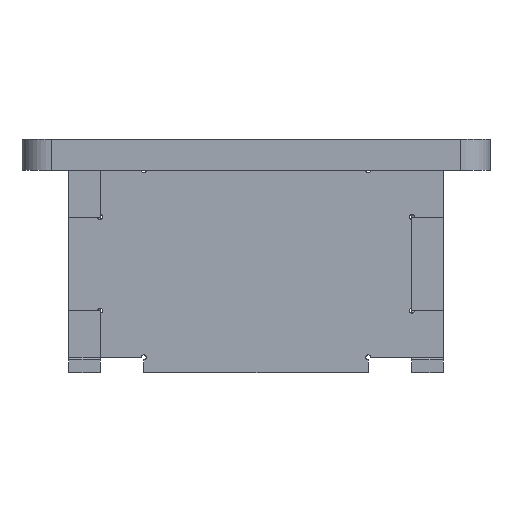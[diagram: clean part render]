
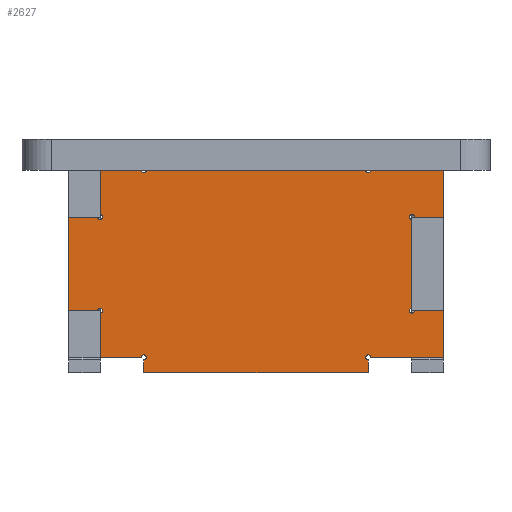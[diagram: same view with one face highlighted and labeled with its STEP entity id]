
A CAD part, left-side view. The second image highlights one B-rep face of the part: STEP entity #2627.
In plain terms, the highlighted face is planar.
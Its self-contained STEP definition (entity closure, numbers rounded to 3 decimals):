
#1748 = VERTEX_POINT('',#1749);
#1749 = CARTESIAN_POINT('',(16.129,14.288,0.));
#1766 = VERTEX_POINT('',#1767);
#1767 = CARTESIAN_POINT('',(19.05,14.288,0.));
#1773 = EDGE_CURVE('',#1748,#1766,#1774,.T.);
#1774 = LINE('',#1775,#1776);
#1775 = CARTESIAN_POINT('',(16.129,14.288,0.));
#1776 = VECTOR('',#1777,1.);
#1777 = DIRECTION('',(1.,0.,0.));
#1797 = VERTEX_POINT('',#1798);
#1798 = CARTESIAN_POINT('',(19.05,19.05,0.));
#1804 = EDGE_CURVE('',#1766,#1797,#1805,.T.);
#1805 = LINE('',#1806,#1807);
#1806 = CARTESIAN_POINT('',(19.05,14.288,0.));
#1807 = VECTOR('',#1808,1.);
#1808 = DIRECTION('',(0.,1.,0.));
#1828 = VERTEX_POINT('',#1829);
#1829 = CARTESIAN_POINT('',(11.684,19.05,0.));
#1835 = EDGE_CURVE('',#1797,#1828,#1836,.T.);
#1836 = LINE('',#1837,#1838);
#1837 = CARTESIAN_POINT('',(19.05,19.05,0.));
#1838 = VECTOR('',#1839,1.);
#1839 = DIRECTION('',(-1.,0.,0.));
#1850 = VERTEX_POINT('',#1851);
#1851 = CARTESIAN_POINT('',(11.43,19.304,0.));
#1867 = EDGE_CURVE('',#1850,#1828,#1868,.T.);
#1868 = CIRCLE('',#1869,0.254);
#1869 = AXIS2_PLACEMENT_3D('',#1870,#1871,#1872);
#1870 = CARTESIAN_POINT('',(11.43,19.05,0.));
#1871 = DIRECTION('',(-0.,0.,1.));
#1872 = DIRECTION('',(1.,0.,0.));
#1883 = VERTEX_POINT('',#1884);
#1884 = CARTESIAN_POINT('',(11.43,22.225,0.));
#1899 = EDGE_CURVE('',#1883,#1850,#1900,.T.);
#1900 = LINE('',#1901,#1902);
#1901 = CARTESIAN_POINT('',(11.43,22.225,0.));
#1902 = VECTOR('',#1903,1.);
#1903 = DIRECTION('',(0.,-1.,0.));
#1914 = VERTEX_POINT('',#1915);
#1915 = CARTESIAN_POINT('',(-11.43,22.225,0.));
#1930 = EDGE_CURVE('',#1914,#1883,#1931,.T.);
#1931 = LINE('',#1932,#1933);
#1932 = CARTESIAN_POINT('',(-11.43,22.225,0.));
#1933 = VECTOR('',#1934,1.);
#1934 = DIRECTION('',(1.,0.,0.));
#1945 = VERTEX_POINT('',#1946);
#1946 = CARTESIAN_POINT('',(-11.43,19.304,0.));
#1961 = EDGE_CURVE('',#1945,#1914,#1962,.T.);
#1962 = LINE('',#1963,#1964);
#1963 = CARTESIAN_POINT('',(-11.43,19.304,0.));
#1964 = VECTOR('',#1965,1.);
#1965 = DIRECTION('',(0.,1.,0.));
#1976 = VERTEX_POINT('',#1977);
#1977 = CARTESIAN_POINT('',(-11.684,19.05,0.));
#1993 = EDGE_CURVE('',#1976,#1945,#1994,.T.);
#1994 = CIRCLE('',#1995,0.254);
#1995 = AXIS2_PLACEMENT_3D('',#1996,#1997,#1998);
#1996 = CARTESIAN_POINT('',(-11.43,19.05,0.));
#1997 = DIRECTION('',(-0.,0.,1.));
#1998 = DIRECTION('',(1.,0.,0.));
#2009 = VERTEX_POINT('',#2010);
#2010 = CARTESIAN_POINT('',(-15.875,19.05,0.));
#2025 = EDGE_CURVE('',#2009,#1976,#2026,.T.);
#2026 = LINE('',#2027,#2028);
#2027 = CARTESIAN_POINT('',(-15.875,19.05,0.));
#2028 = VECTOR('',#2029,1.);
#2029 = DIRECTION('',(1.,0.,0.));
#2049 = VERTEX_POINT('',#2050);
#2050 = CARTESIAN_POINT('',(-15.875,14.542,0.));
#2056 = EDGE_CURVE('',#2009,#2049,#2057,.T.);
#2057 = LINE('',#2058,#2059);
#2058 = CARTESIAN_POINT('',(-15.875,19.05,0.));
#2059 = VECTOR('',#2060,1.);
#2060 = DIRECTION('',(0.,-1.,0.));
#2071 = VERTEX_POINT('',#2072);
#2072 = CARTESIAN_POINT('',(-16.129,14.288,0.));
#2088 = EDGE_CURVE('',#2071,#2049,#2089,.T.);
#2089 = CIRCLE('',#2090,0.254);
#2090 = AXIS2_PLACEMENT_3D('',#2091,#2092,#2093);
#2091 = CARTESIAN_POINT('',(-15.875,14.288,0.));
#2092 = DIRECTION('',(-0.,0.,1.));
#2093 = DIRECTION('',(1.,0.,0.));
#2113 = VERTEX_POINT('',#2114);
#2114 = CARTESIAN_POINT('',(-19.05,14.288,0.));
#2120 = EDGE_CURVE('',#2071,#2113,#2121,.T.);
#2121 = LINE('',#2122,#2123);
#2122 = CARTESIAN_POINT('',(-16.129,14.288,0.));
#2123 = VECTOR('',#2124,1.);
#2124 = DIRECTION('',(-1.,0.,0.));
#2144 = VERTEX_POINT('',#2145);
#2145 = CARTESIAN_POINT('',(-19.05,4.763,0.));
#2151 = EDGE_CURVE('',#2113,#2144,#2152,.T.);
#2152 = LINE('',#2153,#2154);
#2153 = CARTESIAN_POINT('',(-19.05,14.288,0.));
#2154 = VECTOR('',#2155,1.);
#2155 = DIRECTION('',(0.,-1.,0.));
#2175 = VERTEX_POINT('',#2176);
#2176 = CARTESIAN_POINT('',(-16.129,4.763,0.));
#2182 = EDGE_CURVE('',#2144,#2175,#2183,.T.);
#2183 = LINE('',#2184,#2185);
#2184 = CARTESIAN_POINT('',(-19.05,4.763,0.));
#2185 = VECTOR('',#2186,1.);
#2186 = DIRECTION('',(1.,0.,0.));
#2197 = VERTEX_POINT('',#2198);
#2198 = CARTESIAN_POINT('',(-15.875,4.509,0.));
#2214 = EDGE_CURVE('',#2197,#2175,#2215,.T.);
#2215 = CIRCLE('',#2216,0.254);
#2216 = AXIS2_PLACEMENT_3D('',#2217,#2218,#2219);
#2217 = CARTESIAN_POINT('',(-15.875,4.763,0.));
#2218 = DIRECTION('',(-0.,0.,1.));
#2219 = DIRECTION('',(1.,0.,0.));
#2239 = VERTEX_POINT('',#2240);
#2240 = CARTESIAN_POINT('',(-15.875,0.,0.));
#2246 = EDGE_CURVE('',#2197,#2239,#2247,.T.);
#2247 = LINE('',#2248,#2249);
#2248 = CARTESIAN_POINT('',(-15.875,4.509,0.));
#2249 = VECTOR('',#2250,1.);
#2250 = DIRECTION('',(0.,-1.,0.));
#2270 = VERTEX_POINT('',#2271);
#2271 = CARTESIAN_POINT('',(-11.684,0.,0.));
#2277 = EDGE_CURVE('',#2239,#2270,#2278,.T.);
#2278 = LINE('',#2279,#2280);
#2279 = CARTESIAN_POINT('',(-15.875,0.,
    0.));
#2280 = VECTOR('',#2281,1.);
#2281 = DIRECTION('',(1.,0.,0.));
#2292 = VERTEX_POINT('',#2293);
#2293 = CARTESIAN_POINT('',(-11.43,-0.254,0.));
#2309 = EDGE_CURVE('',#2292,#2270,#2310,.T.);
#2310 = CIRCLE('',#2311,0.254);
#2311 = AXIS2_PLACEMENT_3D('',#2312,#2313,#2314);
#2312 = CARTESIAN_POINT('',(-11.43,0.,
    0.));
#2313 = DIRECTION('',(-0.,0.,1.));
#2314 = DIRECTION('',(1.,0.,0.));
#2334 = VERTEX_POINT('',#2335);
#2335 = CARTESIAN_POINT('',(-11.43,-1.575,0.));
#2341 = EDGE_CURVE('',#2292,#2334,#2342,.T.);
#2342 = LINE('',#2343,#2344);
#2343 = CARTESIAN_POINT('',(-11.43,-0.254,0.));
#2344 = VECTOR('',#2345,1.);
#2345 = DIRECTION('',(0.,-1.,0.));
#2365 = VERTEX_POINT('',#2366);
#2366 = CARTESIAN_POINT('',(11.43,-1.575,0.));
#2372 = EDGE_CURVE('',#2334,#2365,#2373,.T.);
#2373 = LINE('',#2374,#2375);
#2374 = CARTESIAN_POINT('',(-11.43,-1.575,0.));
#2375 = VECTOR('',#2376,1.);
#2376 = DIRECTION('',(1.,0.,0.));
#2396 = VERTEX_POINT('',#2397);
#2397 = CARTESIAN_POINT('',(11.43,-0.254,0.));
#2403 = EDGE_CURVE('',#2365,#2396,#2404,.T.);
#2404 = LINE('',#2405,#2406);
#2405 = CARTESIAN_POINT('',(11.43,-1.575,0.));
#2406 = VECTOR('',#2407,1.);
#2407 = DIRECTION('',(0.,1.,0.));
#2418 = VERTEX_POINT('',#2419);
#2419 = CARTESIAN_POINT('',(11.684,0.,0.));
#2435 = EDGE_CURVE('',#2418,#2396,#2436,.T.);
#2436 = CIRCLE('',#2437,0.254);
#2437 = AXIS2_PLACEMENT_3D('',#2438,#2439,#2440);
#2438 = CARTESIAN_POINT('',(11.43,0.,0.
    ));
#2439 = DIRECTION('',(-0.,0.,1.));
#2440 = DIRECTION('',(1.,0.,0.));
#2460 = VERTEX_POINT('',#2461);
#2461 = CARTESIAN_POINT('',(19.05,0.,0.));
#2467 = EDGE_CURVE('',#2418,#2460,#2468,.T.);
#2468 = LINE('',#2469,#2470);
#2469 = CARTESIAN_POINT('',(11.684,0.,
    0.));
#2470 = VECTOR('',#2471,1.);
#2471 = DIRECTION('',(1.,0.,0.));
#2491 = VERTEX_POINT('',#2492);
#2492 = CARTESIAN_POINT('',(19.05,4.763,0.));
#2498 = EDGE_CURVE('',#2460,#2491,#2499,.T.);
#2499 = LINE('',#2500,#2501);
#2500 = CARTESIAN_POINT('',(19.05,0.,0.
    ));
#2501 = VECTOR('',#2502,1.);
#2502 = DIRECTION('',(0.,1.,0.));
#2522 = VERTEX_POINT('',#2523);
#2523 = CARTESIAN_POINT('',(16.129,4.763,0.));
#2529 = EDGE_CURVE('',#2491,#2522,#2530,.T.);
#2530 = LINE('',#2531,#2532);
#2531 = CARTESIAN_POINT('',(19.05,4.763,0.));
#2532 = VECTOR('',#2533,1.);
#2533 = DIRECTION('',(-1.,0.,0.));
#2544 = VERTEX_POINT('',#2545);
#2545 = CARTESIAN_POINT('',(15.875,5.017,0.));
#2561 = EDGE_CURVE('',#2544,#2522,#2562,.T.);
#2562 = CIRCLE('',#2563,0.254);
#2563 = AXIS2_PLACEMENT_3D('',#2564,#2565,#2566);
#2564 = CARTESIAN_POINT('',(15.875,4.763,0.));
#2565 = DIRECTION('',(-0.,0.,1.));
#2566 = DIRECTION('',(1.,0.,0.));
#2586 = VERTEX_POINT('',#2587);
#2587 = CARTESIAN_POINT('',(15.875,14.034,0.));
#2593 = EDGE_CURVE('',#2544,#2586,#2594,.T.);
#2594 = LINE('',#2595,#2596);
#2595 = CARTESIAN_POINT('',(15.875,5.017,0.));
#2596 = VECTOR('',#2597,1.);
#2597 = DIRECTION('',(0.,1.,0.));
#2616 = EDGE_CURVE('',#1748,#2586,#2617,.T.);
#2617 = CIRCLE('',#2618,0.254);
#2618 = AXIS2_PLACEMENT_3D('',#2619,#2620,#2621);
#2619 = CARTESIAN_POINT('',(15.875,14.288,0.));
#2620 = DIRECTION('',(-0.,0.,1.));
#2621 = DIRECTION('',(1.,0.,0.));
#2627 = ADVANCED_FACE('',(#2628),#2658,.F.);
#2628 = FACE_BOUND('',#2629,.T.);
#2629 = EDGE_LOOP('',(#2630,#2631,#2632,#2633,#2634,#2635,#2636,#2637,
    #2638,#2639,#2640,#2641,#2642,#2643,#2644,#2645,#2646,#2647,#2648,
    #2649,#2650,#2651,#2652,#2653,#2654,#2655,#2656,#2657));
#2630 = ORIENTED_EDGE('',*,*,#1773,.T.);
#2631 = ORIENTED_EDGE('',*,*,#1804,.T.);
#2632 = ORIENTED_EDGE('',*,*,#1835,.T.);
#2633 = ORIENTED_EDGE('',*,*,#1867,.F.);
#2634 = ORIENTED_EDGE('',*,*,#1899,.F.);
#2635 = ORIENTED_EDGE('',*,*,#1930,.F.);
#2636 = ORIENTED_EDGE('',*,*,#1961,.F.);
#2637 = ORIENTED_EDGE('',*,*,#1993,.F.);
#2638 = ORIENTED_EDGE('',*,*,#2025,.F.);
#2639 = ORIENTED_EDGE('',*,*,#2056,.T.);
#2640 = ORIENTED_EDGE('',*,*,#2088,.F.);
#2641 = ORIENTED_EDGE('',*,*,#2120,.T.);
#2642 = ORIENTED_EDGE('',*,*,#2151,.T.);
#2643 = ORIENTED_EDGE('',*,*,#2182,.T.);
#2644 = ORIENTED_EDGE('',*,*,#2214,.F.);
#2645 = ORIENTED_EDGE('',*,*,#2246,.T.);
#2646 = ORIENTED_EDGE('',*,*,#2277,.T.);
#2647 = ORIENTED_EDGE('',*,*,#2309,.F.);
#2648 = ORIENTED_EDGE('',*,*,#2341,.T.);
#2649 = ORIENTED_EDGE('',*,*,#2372,.T.);
#2650 = ORIENTED_EDGE('',*,*,#2403,.T.);
#2651 = ORIENTED_EDGE('',*,*,#2435,.F.);
#2652 = ORIENTED_EDGE('',*,*,#2467,.T.);
#2653 = ORIENTED_EDGE('',*,*,#2498,.T.);
#2654 = ORIENTED_EDGE('',*,*,#2529,.T.);
#2655 = ORIENTED_EDGE('',*,*,#2561,.F.);
#2656 = ORIENTED_EDGE('',*,*,#2593,.T.);
#2657 = ORIENTED_EDGE('',*,*,#2616,.F.);
#2658 = PLANE('',#2659);
#2659 = AXIS2_PLACEMENT_3D('',#2660,#2661,#2662);
#2660 = CARTESIAN_POINT('',(16.129,14.288,0.));
#2661 = DIRECTION('',(0.,0.,-1.));
#2662 = DIRECTION('',(0.,1.,0.));
